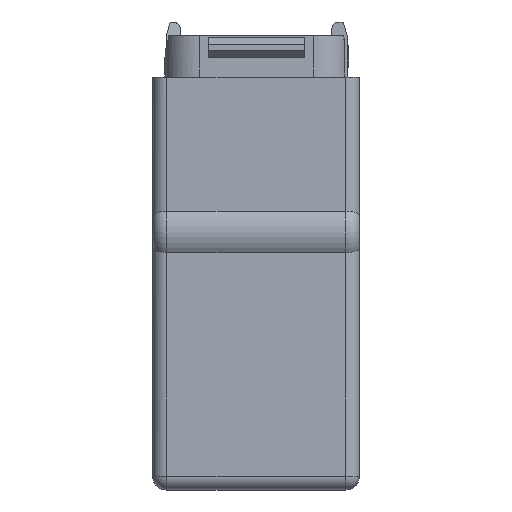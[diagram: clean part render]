
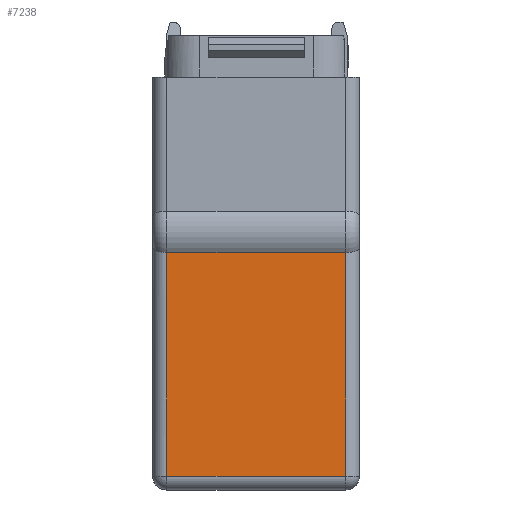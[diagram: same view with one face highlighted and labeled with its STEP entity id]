
A CAD part, left-side view. The second image highlights one B-rep face of the part: STEP entity #7238.
In plain terms, the highlighted planar face has unit normal (-1, 0, 0).
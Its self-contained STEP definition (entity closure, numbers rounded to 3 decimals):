
#460=DIRECTION('',(0.,0.,-1.));
#461=VECTOR('',#460,16.25);
#462=CARTESIAN_POINT('',(-22.21,-6.5,17.25));
#463=LINE('',#462,#461);
#2725=DIRECTION('',(0.,1.,0.));
#2726=VECTOR('',#2725,13.);
#2727=CARTESIAN_POINT('',(-22.21,-6.5,17.25));
#2728=LINE('',#2727,#2726);
#2748=DIRECTION('',(0.,0.,-1.));
#2749=VECTOR('',#2748,16.25);
#2750=CARTESIAN_POINT('',(-22.21,6.5,17.25));
#2751=LINE('',#2750,#2749);
#2831=DIRECTION('',(0.,1.,0.));
#2832=VECTOR('',#2831,13.);
#2833=CARTESIAN_POINT('',(-22.21,-6.5,1.));
#2834=LINE('',#2833,#2832);
#3017=CARTESIAN_POINT('',(-22.21,-6.5,17.25));
#3018=VERTEX_POINT('',#3017);
#3057=CARTESIAN_POINT('',(-22.21,6.5,17.25));
#3058=VERTEX_POINT('',#3057);
#3059=CARTESIAN_POINT('',(-22.21,6.5,1.));
#3060=VERTEX_POINT('',#3059);
#3061=CARTESIAN_POINT('',(-22.21,-6.5,1.));
#3062=VERTEX_POINT('',#3061);
#7225=CARTESIAN_POINT('',(-22.21,7.5,0.));
#7226=DIRECTION('',(-1.,0.,0.));
#7227=DIRECTION('',(0.,-1.,0.));
#7228=AXIS2_PLACEMENT_3D('',#7225,#7226,#7227);
#7229=PLANE('',#7228);
#7231=ORIENTED_EDGE('',*,*,#7230,.F.);
#7232=ORIENTED_EDGE('',*,*,#7217,.F.);
#7233=ORIENTED_EDGE('',*,*,#4270,.T.);
#7235=ORIENTED_EDGE('',*,*,#7234,.T.);
#7236=EDGE_LOOP('',(#7231,#7232,#7233,#7235));
#7237=FACE_OUTER_BOUND('',#7236,.F.);
#7238=ADVANCED_FACE('',(#7237),#7229,.T.);
#4270=EDGE_CURVE('',#3018,#3062,#463,.T.);
#7217=EDGE_CURVE('',#3018,#3058,#2728,.T.);
#7230=EDGE_CURVE('',#3058,#3060,#2751,.T.);
#7234=EDGE_CURVE('',#3062,#3060,#2834,.T.);
